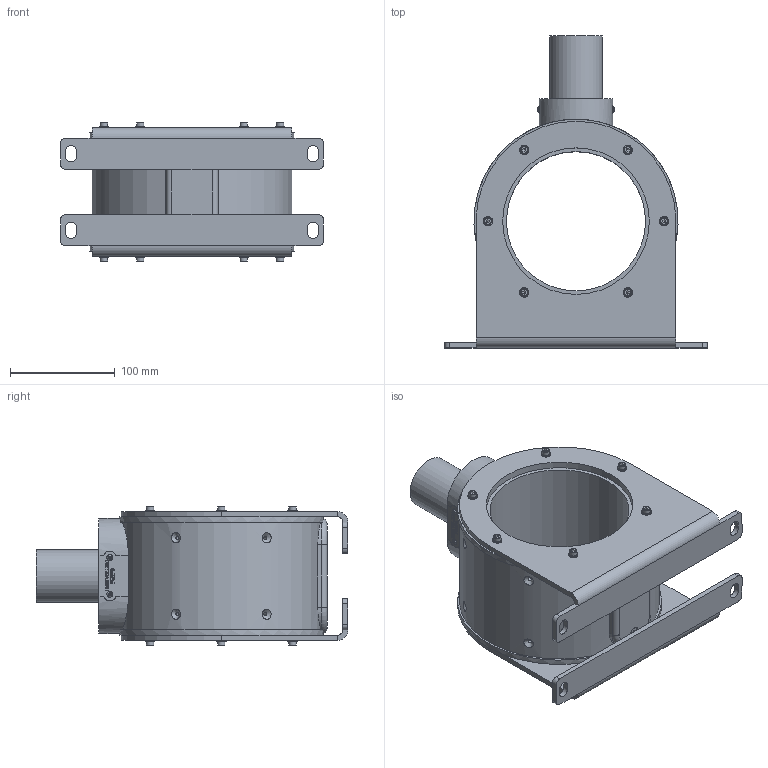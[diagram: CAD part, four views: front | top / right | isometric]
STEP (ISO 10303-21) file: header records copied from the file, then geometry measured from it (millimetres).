
FILE_DESCRIPTION (( 'STEP AP214' ), '1' );
FILE_NAME ('P-133-030-rev-A-MF.STEP', '2025-06-24T14:20:28', ( '' ), ( '' ), 'SwSTEP 2.0', 'SolidWorks 2024', '' );
FILE_SCHEMA (( 'AUTOMOTIVE_DESIGN' ));
Length unit declared in the file: millimetre
Products named in the file (1): P-133-030-rev-A-MF
Bounding box: 251 x 298 x 133.06 mm (x, y, z)
Volume: 2272341.6 mm3; surface area: 250206.1 mm2
Topology: 1 solids, 1 shells, 833 faces, 2106 edges, 1354 vertices
Faces by surface type: plane 567, bspline 120, cylinder 92, cone 36, torus 14, sphere 4
Full cylindrical faces by diameter (mm): 3.3 x8, 5.7 x4, 7 x12, 7.64 x2, 8.5 x6, 9 x12, 50 x1, 133 x1, 140 x2
Entity records: 35632 total; most frequent: CARTESIAN_POINT 8422, ORIENTED_EDGE 3916, DIRECTION 3144, EDGE_CURVE 1958, VERTEX_POINT 1302, VECTOR 1112, LINE 1112, EDGE_LOOP 1018
